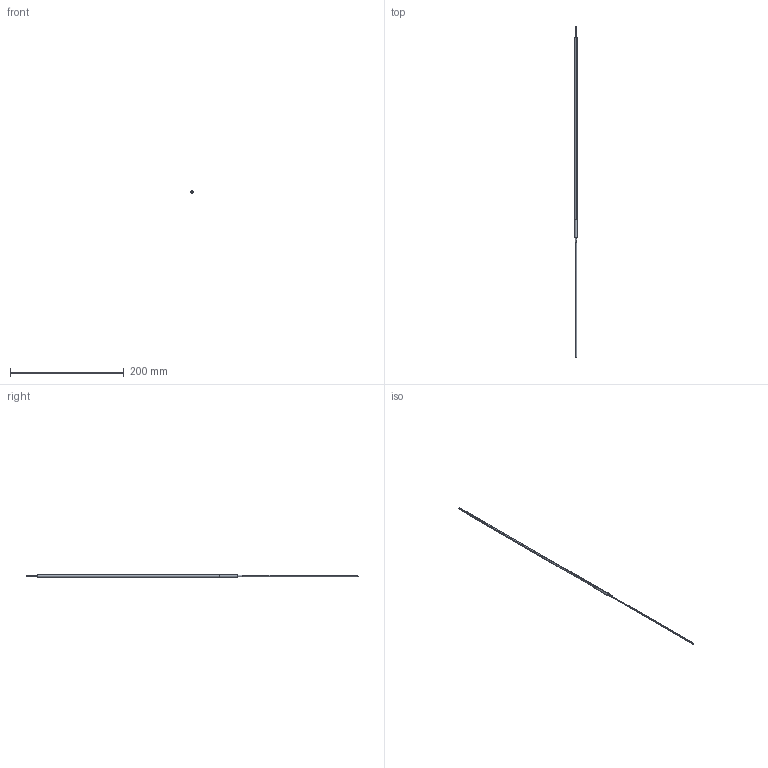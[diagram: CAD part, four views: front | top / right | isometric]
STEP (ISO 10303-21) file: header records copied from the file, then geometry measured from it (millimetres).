
FILE_DESCRIPTION (( 'STEP AP214' ), '1' );
FILE_NAME ('16-0001-ALBL.STEP', '2024-06-10T12:27:17', ( '' ), ( '' ), 'SwSTEP 2.0', 'SolidWorks 2022', '' );
FILE_SCHEMA (( 'AUTOMOTIVE_DESIGN' ));
Length unit declared in the file: millimetre
Products named in the file (4): 16-0102xx-BL20_D2; 26-110103-39-22; AGL; 16-0001-ALBL
Assembly tree (3 placements, depth 2):
  16-0001-ALBL
    16-0102xx-BL20_D2
    26-110103-39-22
    AGL
Bounding box: 4.49 x 583 x 4.49 mm (x, y, z)
Volume: 4510.9 mm3; surface area: 12194.9 mm2
Topology: 5 solids, 5 shells, 46 faces, 92 edges, 59 vertices
Faces by surface type: cylinder 28, plane 14, sphere 2, cone 2
Entity records: 1394 total; most frequent: DIRECTION 254, CARTESIAN_POINT 201, ORIENTED_EDGE 180, AXIS2_PLACEMENT_3D 112, EDGE_CURVE 90, CIRCLE 60, VERTEX_POINT 59, EDGE_LOOP 57
